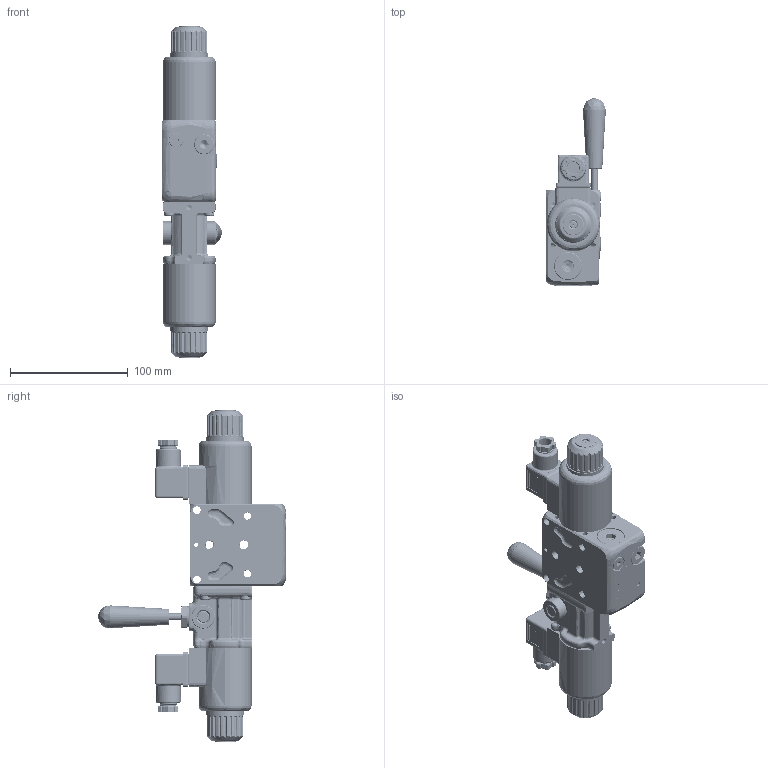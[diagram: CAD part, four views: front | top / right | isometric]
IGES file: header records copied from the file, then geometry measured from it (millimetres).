
Start section: SolidWorks IGES file using analytic representation for surfaces
Global section: file name: CXDH3CA--N---LV1.igs; native system: SolidWorks 2014; preprocessor: SolidWorks 2014; author: serviziopdm; date: 140721.135940; units: millimetre
Bounding box: 50.74 x 159.7 x 282.5 mm (x, y, z)
Surface area: 173118.7 mm2 (no closed solid volume)
Topology: 0 solids, 0 shells, 4475 faces, 49683 edges, 49510 vertices
Faces by surface type: bspline 2478, revolution 1997
